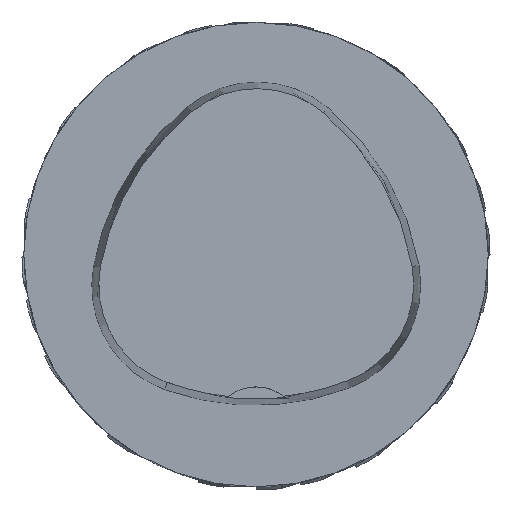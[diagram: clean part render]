
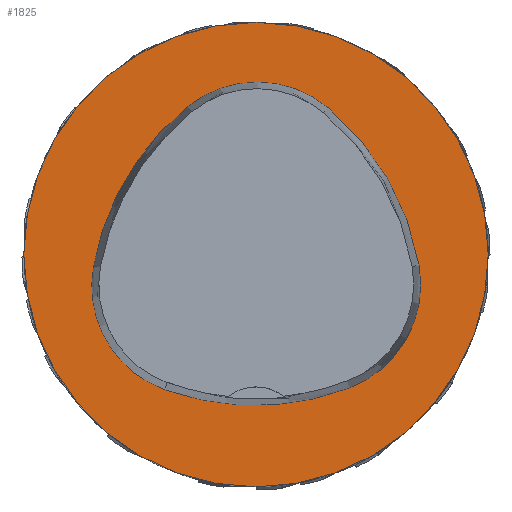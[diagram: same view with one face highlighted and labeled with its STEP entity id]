
A CAD part, top view. The second image highlights one B-rep face of the part: STEP entity #1825.
In plain terms, the highlighted planar face has unit normal (0, 0, 1).
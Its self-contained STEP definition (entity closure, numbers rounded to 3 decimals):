
#687=PLANE('',#12705);
#1825=ADVANCED_FACE('',(#3864,#3865),#687,.T.);
#3864=FACE_BOUND('',#4692,.T.);
#3865=FACE_BOUND('',#4693,.T.);
#4692=EDGE_LOOP('',(#8133,#8134,#8135,#8136,#8137,#8138));
#4693=EDGE_LOOP('',(#8139));
#8133=ORIENTED_EDGE('',*,*,#10815,.T.);
#8134=ORIENTED_EDGE('',*,*,#10795,.T.);
#8135=ORIENTED_EDGE('',*,*,#10799,.T.);
#8136=ORIENTED_EDGE('',*,*,#10802,.T.);
#8137=ORIENTED_EDGE('',*,*,#10805,.T.);
#8138=ORIENTED_EDGE('',*,*,#10813,.T.);
#8139=ORIENTED_EDGE('',*,*,#9338,.F.);
#8234=VERTEX_POINT('',#16162);
#9291=VERTEX_POINT('',#49644);
#9292=VERTEX_POINT('',#49645);
#9295=VERTEX_POINT('',#49653);
#9297=VERTEX_POINT('',#49659);
#9299=VERTEX_POINT('',#49665);
#9306=VERTEX_POINT('',#49686);
#9338=EDGE_CURVE('',#8234,#8234,#10851,.T.);
#10795=EDGE_CURVE('',#9291,#9292,#11116,.T.);
#10799=EDGE_CURVE('',#9292,#9295,#11118,.T.);
#10802=EDGE_CURVE('',#9295,#9297,#11120,.T.);
#10805=EDGE_CURVE('',#9297,#9299,#11122,.T.);
#10813=EDGE_CURVE('',#9299,#9306,#11126,.T.);
#10815=EDGE_CURVE('',#9306,#9291,#11128,.T.);
#10851=CIRCLE('',#11392,31.5);
#11116=CIRCLE('',#12683,36.);
#11118=CIRCLE('',#12686,15.);
#11120=CIRCLE('',#12689,36.);
#11122=CIRCLE('',#12692,15.);
#11126=CIRCLE('',#12697,36.);
#11128=CIRCLE('',#12700,15.);
#11392=AXIS2_PLACEMENT_3D('',#16161,#12822,#12823);
#12683=AXIS2_PLACEMENT_3D('',#49643,#15912,#15913);
#12686=AXIS2_PLACEMENT_3D('',#49652,#15920,#15921);
#12689=AXIS2_PLACEMENT_3D('',#49658,#15927,#15928);
#12692=AXIS2_PLACEMENT_3D('',#49664,#15934,#15935);
#12697=AXIS2_PLACEMENT_3D('',#49687,#15946,#15947);
#12700=AXIS2_PLACEMENT_3D('',#49690,#15952,#15953);
#12705=AXIS2_PLACEMENT_3D('',#49695,#15962,#15963);
#12822=DIRECTION('',(0.,0.,-1.));
#12823=DIRECTION('',(-1.,0.,0.));
#15912=DIRECTION('',(0.,0.,-1.));
#15913=DIRECTION('',(-1.,0.,0.));
#15920=DIRECTION('',(0.,0.,-1.));
#15921=DIRECTION('',(-1.,0.,0.));
#15927=DIRECTION('',(0.,0.,-1.));
#15928=DIRECTION('',(-1.,0.,0.));
#15934=DIRECTION('',(0.,0.,-1.));
#15935=DIRECTION('',(-1.,0.,0.));
#15946=DIRECTION('',(0.,0.,-1.));
#15947=DIRECTION('',(-1.,0.,0.));
#15952=DIRECTION('',(0.,0.,-1.));
#15953=DIRECTION('',(-1.,0.,0.));
#15962=DIRECTION('',(0.,0.,1.));
#15963=DIRECTION('',(1.,0.,0.));
#16161=CARTESIAN_POINT('',(0.,0.,0.));
#16162=CARTESIAN_POINT('',(-31.5,0.,0.));
#49643=CARTESIAN_POINT('',(13.398,-7.893,0.));
#49644=CARTESIAN_POINT('',(-22.041,-1.562,0.));
#49645=CARTESIAN_POINT('',(-9.317,20.036,0.));
#49652=CARTESIAN_POINT('',(0.148,8.399,0.));
#49653=CARTESIAN_POINT('',(9.779,19.898,0.));
#49658=CARTESIAN_POINT('',(-13.337,-7.7,0.));
#49659=CARTESIAN_POINT('',(22.122,-1.48,0.));
#49664=CARTESIAN_POINT('',(7.347,-4.071,0.));
#49665=CARTESIAN_POINT('',(12.693,-18.087,0.));
#49686=CARTESIAN_POINT('',(-12.373,-18.307,0.));
#49687=CARTESIAN_POINT('',(-0.137,15.55,0.));
#49690=CARTESIAN_POINT('',(-7.275,-4.2,0.));
#49695=CARTESIAN_POINT('',(0.,0.,0.));
